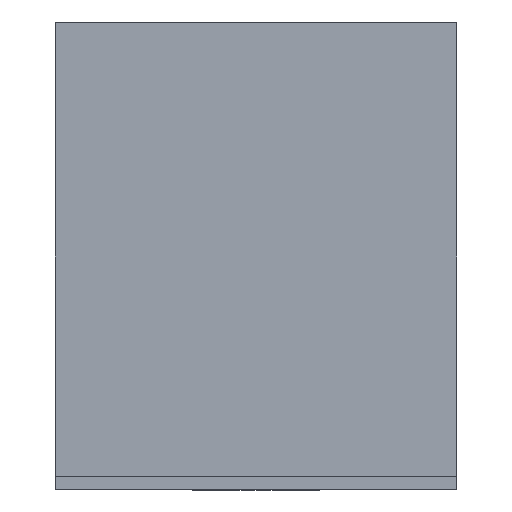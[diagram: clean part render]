
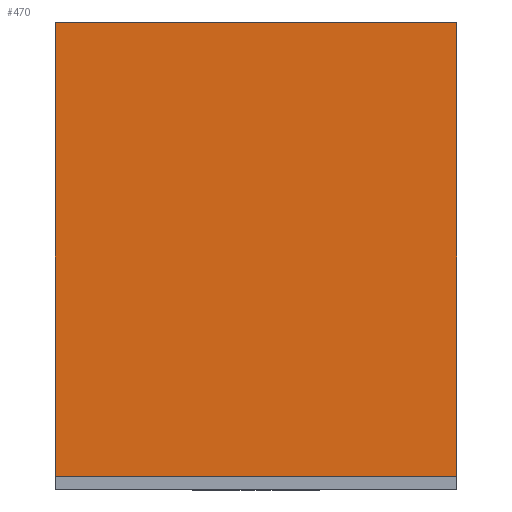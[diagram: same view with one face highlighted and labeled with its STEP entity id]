
A CAD part, left-side view. The second image highlights one B-rep face of the part: STEP entity #470.
In plain terms, the highlighted planar face has unit normal (-1, 0, 0).
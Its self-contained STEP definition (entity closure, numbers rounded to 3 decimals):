
#31=FACE_OUTER_BOUND('',#55,.T.);
#55=EDGE_LOOP('',(#326,#327,#328,#329,#330,#331,#332,#333));
#79=LINE('',#666,#136);
#96=LINE('',#705,#153);
#101=LINE('',#714,#158);
#102=LINE('',#716,#159);
#103=LINE('',#718,#160);
#104=LINE('',#720,#161);
#105=LINE('',#721,#162);
#106=LINE('',#722,#163);
#136=VECTOR('',#547,10.);
#153=VECTOR('',#574,10.);
#158=VECTOR('',#581,10.);
#159=VECTOR('',#582,10.);
#160=VECTOR('',#583,10.);
#161=VECTOR('',#584,10.);
#162=VECTOR('',#585,10.);
#163=VECTOR('',#586,10.);
#193=VERTEX_POINT('',#663);
#194=VERTEX_POINT('',#665);
#210=VERTEX_POINT('',#703);
#211=VERTEX_POINT('',#704);
#214=VERTEX_POINT('',#713);
#215=VERTEX_POINT('',#715);
#216=VERTEX_POINT('',#717);
#217=VERTEX_POINT('',#719);
#235=EDGE_CURVE('',#193,#194,#79,.T.);
#254=EDGE_CURVE('',#210,#211,#96,.T.);
#259=EDGE_CURVE('',#211,#214,#101,.T.);
#260=EDGE_CURVE('',#215,#214,#102,.T.);
#261=EDGE_CURVE('',#215,#216,#103,.T.);
#262=EDGE_CURVE('',#216,#217,#104,.T.);
#263=EDGE_CURVE('',#194,#217,#105,.T.);
#264=EDGE_CURVE('',#193,#210,#106,.T.);
#326=ORIENTED_EDGE('',*,*,#254,.T.);
#327=ORIENTED_EDGE('',*,*,#259,.T.);
#328=ORIENTED_EDGE('',*,*,#260,.F.);
#329=ORIENTED_EDGE('',*,*,#261,.T.);
#330=ORIENTED_EDGE('',*,*,#262,.T.);
#331=ORIENTED_EDGE('',*,*,#263,.F.);
#332=ORIENTED_EDGE('',*,*,#235,.F.);
#333=ORIENTED_EDGE('',*,*,#264,.T.);
#426=PLANE('',#518);
#470=ADVANCED_FACE('',(#31),#426,.F.);
#518=AXIS2_PLACEMENT_3D('',#712,#579,#580);
#547=DIRECTION('',(0.,0.,1.));
#574=DIRECTION('',(0.,0.,-1.));
#579=DIRECTION('center_axis',(1.,0.,0.));
#580=DIRECTION('ref_axis',(0.,0.,-1.));
#581=DIRECTION('',(0.,-1.,0.));
#582=DIRECTION('',(0.,0.,-1.));
#583=DIRECTION('',(0.,0.,1.));
#584=DIRECTION('',(0.,0.,1.));
#585=DIRECTION('',(0.,-1.,0.));
#586=DIRECTION('',(0.,0.,-1.));
#663=CARTESIAN_POINT('',(0.,60.,-2.5));
#665=CARTESIAN_POINT('',(0.,60.,0.));
#666=CARTESIAN_POINT('',(0.,60.,-18.5));
#703=CARTESIAN_POINT('',(0.,60.,-67.5));
#704=CARTESIAN_POINT('',(0.,60.,-68.));
#705=CARTESIAN_POINT('',(0.,60.,-18.5));
#712=CARTESIAN_POINT('Origin',(0.,30.,-35.));
#713=CARTESIAN_POINT('',(0.,0.,-68.));
#714=CARTESIAN_POINT('',(0.,30.,-68.));
#715=CARTESIAN_POINT('',(0.,0.,-67.5));
#716=CARTESIAN_POINT('',(0.,0.,-17.5));
#717=CARTESIAN_POINT('',(0.,0.,-2.5));
#718=CARTESIAN_POINT('',(0.,0.,-70.));
#719=CARTESIAN_POINT('',(0.,0.,0.));
#720=CARTESIAN_POINT('',(0.,0.,-17.5));
#721=CARTESIAN_POINT('',(0.,30.,0.));
#722=CARTESIAN_POINT('',(0.,60.,0.));
